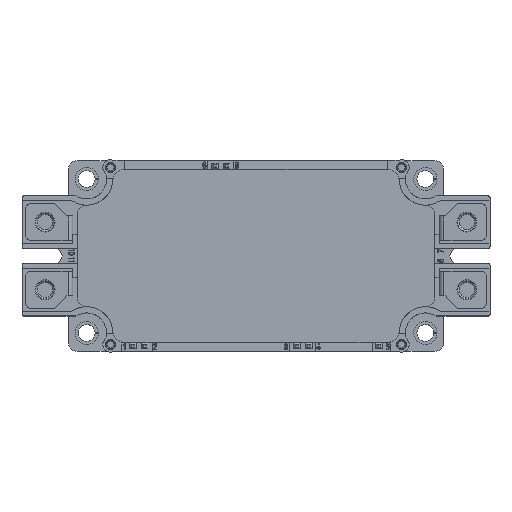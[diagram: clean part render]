
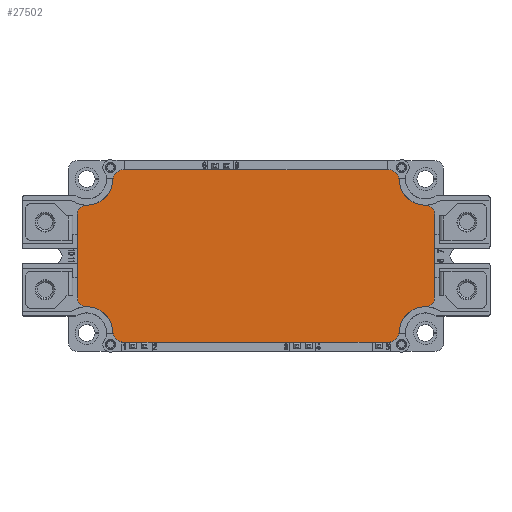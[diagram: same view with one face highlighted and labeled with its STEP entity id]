
A CAD part, top view. The second image highlights one B-rep face of the part: STEP entity #27502.
In plain terms, the highlighted planar face has unit normal (0, 0, 1).
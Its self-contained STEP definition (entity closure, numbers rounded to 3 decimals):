
#658=LINE('',#35342,#2572);
#676=LINE('',#35399,#2590);
#694=LINE('',#35454,#2608);
#710=LINE('',#35501,#2624);
#2572=VECTOR('',#29883,1000.);
#2590=VECTOR('',#29931,1000.);
#2608=VECTOR('',#29975,1000.);
#2624=VECTOR('',#30013,1000.);
#4954=PLANE('',#29115);
#9114=ORIENTED_EDGE('',*,*,#10800,.F.);
#9115=ORIENTED_EDGE('',*,*,#10775,.F.);
#9116=ORIENTED_EDGE('',*,*,#10780,.F.);
#9117=ORIENTED_EDGE('',*,*,#10783,.F.);
#9118=ORIENTED_EDGE('',*,*,#10844,.F.);
#9119=ORIENTED_EDGE('',*,*,#10795,.F.);
#9120=ORIENTED_EDGE('',*,*,#10827,.F.);
#9121=ORIENTED_EDGE('',*,*,#10834,.F.);
#9122=ORIENTED_EDGE('',*,*,#10820,.F.);
#9123=ORIENTED_EDGE('',*,*,#10747,.F.);
#9124=ORIENTED_EDGE('',*,*,#10752,.F.);
#9125=ORIENTED_EDGE('',*,*,#10755,.F.);
#9126=ORIENTED_EDGE('',*,*,#10766,.F.);
#9127=ORIENTED_EDGE('',*,*,#10770,.F.);
#9128=ORIENTED_EDGE('',*,*,#10805,.F.);
#9129=ORIENTED_EDGE('',*,*,#10810,.F.);
#10747=EDGE_CURVE('',#13441,#13443,#15186,.T.);
#10752=EDGE_CURVE('',#13447,#13441,#15189,.T.);
#10755=EDGE_CURVE('',#13449,#13447,#658,.T.);
#10766=EDGE_CURVE('',#13459,#13449,#15191,.T.);
#10770=EDGE_CURVE('',#13462,#13459,#15193,.T.);
#10775=EDGE_CURVE('',#13465,#13467,#15196,.T.);
#10780=EDGE_CURVE('',#13471,#13465,#15199,.T.);
#10783=EDGE_CURVE('',#13473,#13471,#676,.T.);
#10795=EDGE_CURVE('',#13484,#13485,#15201,.T.);
#10800=EDGE_CURVE('',#13467,#13489,#15204,.T.);
#10805=EDGE_CURVE('',#13493,#13462,#15207,.T.);
#10810=EDGE_CURVE('',#13489,#13493,#694,.T.);
#10820=EDGE_CURVE('',#13443,#13505,#15210,.T.);
#10827=EDGE_CURVE('',#13511,#13484,#15214,.T.);
#10834=EDGE_CURVE('',#13505,#13511,#710,.T.);
#10844=EDGE_CURVE('',#13485,#13473,#15218,.T.);
#13441=VERTEX_POINT('',#35324);
#13443=VERTEX_POINT('',#35327);
#13447=VERTEX_POINT('',#35337);
#13449=VERTEX_POINT('',#35343);
#13459=VERTEX_POINT('',#35365);
#13462=VERTEX_POINT('',#35372);
#13465=VERTEX_POINT('',#35381);
#13467=VERTEX_POINT('',#35384);
#13471=VERTEX_POINT('',#35394);
#13473=VERTEX_POINT('',#35400);
#13484=VERTEX_POINT('',#35423);
#13485=VERTEX_POINT('',#35425);
#13489=VERTEX_POINT('',#35435);
#13493=VERTEX_POINT('',#35445);
#13505=VERTEX_POINT('',#35474);
#13511=VERTEX_POINT('',#35488);
#15186=CIRCLE('',#28062,8.5);
#15189=CIRCLE('',#28066,3.);
#15191=CIRCLE('',#28070,3.);
#15193=CIRCLE('',#28073,8.5);
#15196=CIRCLE('',#28077,8.5);
#15199=CIRCLE('',#28081,3.);
#15201=CIRCLE('',#28085,8.5);
#15204=CIRCLE('',#28089,3.5);
#15207=CIRCLE('',#28093,3.5);
#15210=CIRCLE('',#28098,3.5);
#15214=CIRCLE('',#28103,3.5);
#15218=CIRCLE('',#28109,3.);
#16398=EDGE_LOOP('',(#9114,#9115,#9116,#9117,#9118,#9119,#9120,#9121,#9122,
#9123,#9124,#9125,#9126,#9127,#9128,#9129));
#17712=FACE_BOUND('',#16398,.T.);
#27502=ADVANCED_FACE('',(#17712),#4954,.F.);
#28062=AXIS2_PLACEMENT_3D('',#35326,#29866,#29867);
#28066=AXIS2_PLACEMENT_3D('',#35336,#29876,#29877);
#28070=AXIS2_PLACEMENT_3D('',#35364,#29896,#29897);
#28073=AXIS2_PLACEMENT_3D('',#35373,#29904,#29905);
#28077=AXIS2_PLACEMENT_3D('',#35383,#29914,#29915);
#28081=AXIS2_PLACEMENT_3D('',#35393,#29924,#29925);
#28085=AXIS2_PLACEMENT_3D('',#35424,#29945,#29946);
#28089=AXIS2_PLACEMENT_3D('',#35434,#29955,#29956);
#28093=AXIS2_PLACEMENT_3D('',#35444,#29965,#29966);
#28098=AXIS2_PLACEMENT_3D('',#35473,#29987,#29988);
#28103=AXIS2_PLACEMENT_3D('',#35487,#30000,#30001);
#28109=AXIS2_PLACEMENT_3D('',#35520,#30025,#30026);
#29115=AXIS2_PLACEMENT_3D('',#41209,#33317,#33318);
#29866=DIRECTION('',(0.,0.,1.));
#29867=DIRECTION('',(1.,0.,0.));
#29876=DIRECTION('',(0.,0.,-1.));
#29877=DIRECTION('',(1.,0.,0.));
#29883=DIRECTION('',(0.,-1.,0.));
#29896=DIRECTION('',(0.,0.,-1.));
#29897=DIRECTION('',(-1.,0.,0.));
#29904=DIRECTION('',(0.,0.,1.));
#29905=DIRECTION('',(1.,0.,0.));
#29914=DIRECTION('',(0.,0.,1.));
#29915=DIRECTION('',(1.,0.,0.));
#29924=DIRECTION('',(0.,0.,-1.));
#29925=DIRECTION('',(1.,0.,0.));
#29931=DIRECTION('',(0.,1.,0.));
#29945=DIRECTION('',(0.,0.,1.));
#29946=DIRECTION('',(1.,0.,0.));
#29955=DIRECTION('',(0.,0.,-1.));
#29956=DIRECTION('',(1.,0.,0.));
#29965=DIRECTION('',(0.,0.,-1.));
#29966=DIRECTION('',(1.,0.,0.));
#29975=DIRECTION('',(1.,0.,0.));
#29987=DIRECTION('',(0.,0.,-1.));
#29988=DIRECTION('',(1.,0.,0.));
#30000=DIRECTION('',(0.,0.,-1.));
#30001=DIRECTION('',(1.,0.,0.));
#30013=DIRECTION('',(-1.,0.,0.));
#30025=DIRECTION('',(0.,0.,-1.));
#30026=DIRECTION('',(1.,0.,0.));
#33317=DIRECTION('',(0.,0.,-1.));
#33318=DIRECTION('',(-1.,0.,0.));
#35324=CARTESIAN_POINT('',(55.,-16.5,11.247));
#35326=CARTESIAN_POINT('',(55.,-25.,11.247));
#35327=CARTESIAN_POINT('',(46.507,-24.646,11.247));
#35336=CARTESIAN_POINT('',(55.,-13.5,11.247));
#35337=CARTESIAN_POINT('',(58.,-13.5,11.247));
#35342=CARTESIAN_POINT('',(58.,0.,11.247));
#35343=CARTESIAN_POINT('',(58.,13.5,11.247));
#35364=CARTESIAN_POINT('',(55.,13.5,11.247));
#35365=CARTESIAN_POINT('',(55.,16.5,11.247));
#35372=CARTESIAN_POINT('',(46.507,24.646,11.247));
#35373=CARTESIAN_POINT('',(55.,25.,11.247));
#35381=CARTESIAN_POINT('',(-55.,16.5,11.247));
#35383=CARTESIAN_POINT('',(-55.,25.,11.247));
#35384=CARTESIAN_POINT('',(-46.507,24.646,11.247));
#35393=CARTESIAN_POINT('',(-55.,13.5,11.247));
#35394=CARTESIAN_POINT('',(-58.,13.5,11.247));
#35399=CARTESIAN_POINT('',(-58.,0.,11.247));
#35400=CARTESIAN_POINT('',(-58.,-13.5,11.247));
#35423=CARTESIAN_POINT('',(-46.507,-24.646,11.247));
#35424=CARTESIAN_POINT('',(-55.,-25.,11.247));
#35425=CARTESIAN_POINT('',(-55.,-16.5,11.247));
#35434=CARTESIAN_POINT('',(-43.01,24.5,11.247));
#35435=CARTESIAN_POINT('',(-43.01,28.,11.247));
#35444=CARTESIAN_POINT('',(43.01,24.5,11.247));
#35445=CARTESIAN_POINT('',(43.01,28.,11.247));
#35454=CARTESIAN_POINT('',(-43.01,28.,11.247));
#35473=CARTESIAN_POINT('',(43.01,-24.5,11.247));
#35474=CARTESIAN_POINT('',(43.01,-28.,11.247));
#35487=CARTESIAN_POINT('',(-43.01,-24.5,11.247));
#35488=CARTESIAN_POINT('',(-43.01,-28.,11.247));
#35501=CARTESIAN_POINT('',(43.01,-28.,11.247));
#35520=CARTESIAN_POINT('',(-55.,-13.5,11.247));
#41209=CARTESIAN_POINT('',(-43.01,24.5,11.247));
